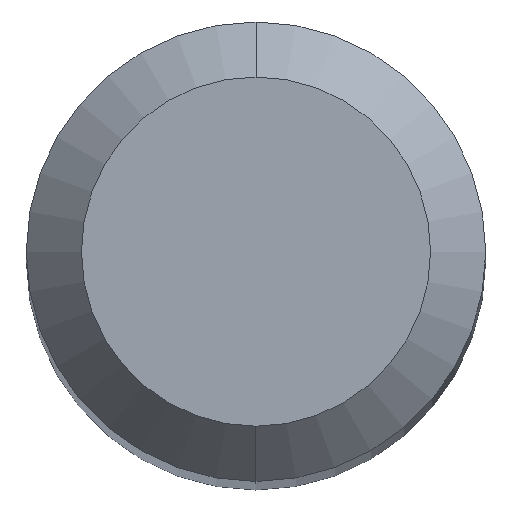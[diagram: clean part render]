
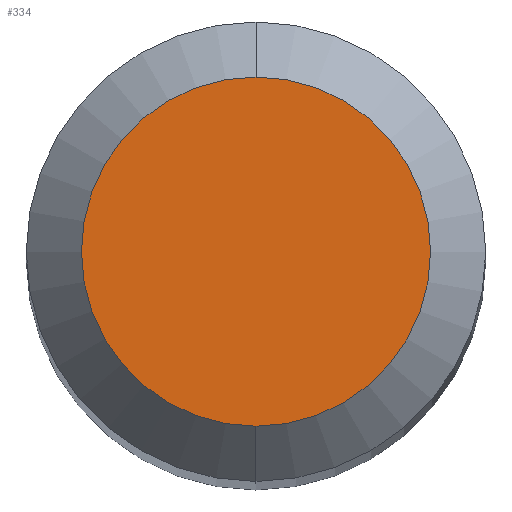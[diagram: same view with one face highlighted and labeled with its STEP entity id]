
A CAD part, top view. The second image highlights one B-rep face of the part: STEP entity #334.
In plain terms, the highlighted planar face has unit normal (0, 0, 1).
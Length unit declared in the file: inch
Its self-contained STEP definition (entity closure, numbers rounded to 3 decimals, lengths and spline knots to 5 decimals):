
#60 = DIRECTION ( 'NONE',  ( 0., 0., 1. ) ) ;
#106 = CARTESIAN_POINT ( 'NONE',  ( 0., 0., 0. ) ) ;
#112 = CARTESIAN_POINT ( 'NONE',  ( 0., -0.0475, 0. ) ) ;
#132 = CIRCLE ( 'NONE', #161, 0.0475 ) ;
#161 = AXIS2_PLACEMENT_3D ( 'NONE', #460, #60, #335 ) ;
#257 = VERTEX_POINT ( 'NONE', #112 ) ;
#269 = VERTEX_POINT ( 'NONE', #509 ) ;
#280 = DIRECTION ( 'NONE',  ( 0., 0., 1. ) ) ;
#282 = EDGE_CURVE ( 'NONE', #269, #257, #529, .T. ) ;
#284 = CARTESIAN_POINT ( 'NONE',  ( 0., 0.0475, 0. ) ) ;
#296 = EDGE_CURVE ( 'NONE', #257, #269, #132, .T. ) ;
#325 = AXIS2_PLACEMENT_3D ( 'NONE', #106, #280, #544 ) ;
#334 = ADVANCED_FACE ( 'NONE', ( #541 ), #374, .F. ) ;
#335 = DIRECTION ( 'NONE',  ( 0., -1., 0. ) ) ;
#356 = EDGE_LOOP ( 'NONE', ( #365, #557 ) ) ;
#365 = ORIENTED_EDGE ( 'NONE', *, *, #282, .T. ) ;
#374 = PLANE ( 'NONE',  #523 ) ;
#420 = DIRECTION ( 'NONE',  ( 0., 1., 0. ) ) ;
#460 = CARTESIAN_POINT ( 'NONE',  ( 0., 0., 0. ) ) ;
#509 = CARTESIAN_POINT ( 'NONE',  ( 0., 0.0475, 0. ) ) ;
#511 = DIRECTION ( 'NONE',  ( 0., 0., -1. ) ) ;
#523 = AXIS2_PLACEMENT_3D ( 'NONE', #284, #511, #420 ) ;
#529 = CIRCLE ( 'NONE', #325, 0.0475 ) ;
#541 = FACE_OUTER_BOUND ( 'NONE', #356, .T. ) ;
#544 = DIRECTION ( 'NONE',  ( 0., -1., 0. ) ) ;
#557 = ORIENTED_EDGE ( 'NONE', *, *, #296, .T. ) ;
